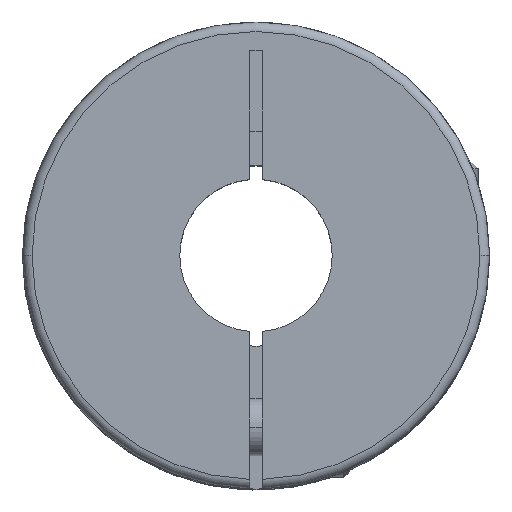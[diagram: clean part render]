
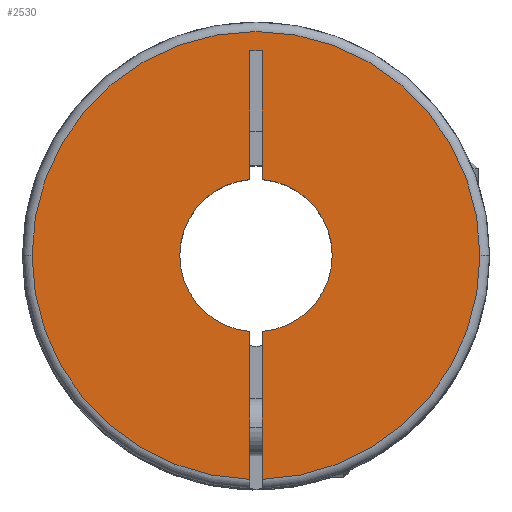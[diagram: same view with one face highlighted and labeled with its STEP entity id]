
A CAD part, top view. The second image highlights one B-rep face of the part: STEP entity #2530.
In plain terms, the highlighted planar face has unit normal (0, 0, 1).
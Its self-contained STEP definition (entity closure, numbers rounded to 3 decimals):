
#6 = VECTOR ( 'NONE', #1007, 1000. ) ;
#45 = CARTESIAN_POINT ( 'NONE',  ( 0.65, -7.974, 0. ) ) ;
#134 = DIRECTION ( 'NONE',  ( 0., 0., -1. ) ) ;
#160 = VECTOR ( 'NONE', #1078, 1000. ) ;
#196 = CARTESIAN_POINT ( 'NONE',  ( -0.65, 21.5, 0. ) ) ;
#202 = CIRCLE ( 'NONE', #3090, 8. ) ;
#208 = VERTEX_POINT ( 'NONE', #196 ) ;
#236 = VERTEX_POINT ( 'NONE', #45 ) ;
#339 = EDGE_CURVE ( 'NONE', #514, #3364, #2257, .T. ) ;
#450 = LINE ( 'NONE', #2267, #160 ) ;
#461 = CIRCLE ( 'NONE', #661, 23.5 ) ;
#468 = CARTESIAN_POINT ( 'NONE',  ( 23.5, 0., 0. ) ) ;
#513 = CARTESIAN_POINT ( 'NONE',  ( 0.65, -23.491, 0. ) ) ;
#514 = VERTEX_POINT ( 'NONE', #2323 ) ;
#576 = EDGE_CURVE ( 'NONE', #208, #659, #450, .T. ) ;
#636 = EDGE_CURVE ( 'NONE', #2347, #3025, #2913, .T. ) ;
#659 = VERTEX_POINT ( 'NONE', #1251 ) ;
#661 = AXIS2_PLACEMENT_3D ( 'NONE', #2611, #1972, #1093 ) ;
#936 = EDGE_CURVE ( 'NONE', #2160, #1115, #3815, .T. ) ;
#1007 = DIRECTION ( 'NONE',  ( -1., 0., 0. ) ) ;
#1044 = CARTESIAN_POINT ( 'NONE',  ( 0.65, -24.5, 0. ) ) ;
#1078 = DIRECTION ( 'NONE',  ( 0., -1., 0. ) ) ;
#1080 = VECTOR ( 'NONE', #2887, 1000. ) ;
#1088 = DIRECTION ( 'NONE',  ( 0., 0., -1. ) ) ;
#1089 = VERTEX_POINT ( 'NONE', #1827 ) ;
#1093 = DIRECTION ( 'NONE',  ( -1., 0., 0. ) ) ;
#1109 = CIRCLE ( 'NONE', #2195, 8. ) ;
#1115 = VERTEX_POINT ( 'NONE', #2686 ) ;
#1133 = CARTESIAN_POINT ( 'NONE',  ( 0.65, -24.5, 0. ) ) ;
#1235 = DIRECTION ( 'NONE',  ( -1., 0., 0. ) ) ;
#1251 = CARTESIAN_POINT ( 'NONE',  ( -0.65, 7.974, 0. ) ) ;
#1267 = DIRECTION ( 'NONE',  ( 0., -1., 0. ) ) ;
#1378 = LINE ( 'NONE', #1044, #1550 ) ;
#1393 = DIRECTION ( 'NONE',  ( -1., 0., 0. ) ) ;
#1427 = ORIENTED_EDGE ( 'NONE', *, *, #636, .F. ) ;
#1449 = CARTESIAN_POINT ( 'NONE',  ( 0., 0., 0. ) ) ;
#1470 = ORIENTED_EDGE ( 'NONE', *, *, #3036, .F. ) ;
#1527 = DIRECTION ( 'NONE',  ( 0., 0., -1. ) ) ;
#1530 = CARTESIAN_POINT ( 'NONE',  ( -0.65, 21.5, 0. ) ) ;
#1550 = VECTOR ( 'NONE', #1676, 1000. ) ;
#1623 = DIRECTION ( 'NONE',  ( -1., 0., 0. ) ) ;
#1676 = DIRECTION ( 'NONE',  ( 0., 1., 0. ) ) ;
#1714 = DIRECTION ( 'NONE',  ( 0., 0., -1. ) ) ;
#1760 = EDGE_CURVE ( 'NONE', #1115, #208, #2163, .T. ) ;
#1795 = AXIS2_PLACEMENT_3D ( 'NONE', #3200, #1088, #1623 ) ;
#1821 = DIRECTION ( 'NONE',  ( -1., 0., 0. ) ) ;
#1827 = CARTESIAN_POINT ( 'NONE',  ( -0.65, -7.974, 0. ) ) ;
#1834 = ORIENTED_EDGE ( 'NONE', *, *, #3719, .T. ) ;
#1835 = CARTESIAN_POINT ( 'NONE',  ( 0.65, 7.974, 0. ) ) ;
#1856 = CARTESIAN_POINT ( 'NONE',  ( 0.65, 21.5, 0. ) ) ;
#1863 = EDGE_CURVE ( 'NONE', #3670, #659, #202, .T. ) ;
#1867 = AXIS2_PLACEMENT_3D ( 'NONE', #2046, #2349, #1821 ) ;
#1972 = DIRECTION ( 'NONE',  ( 0., 0., -1. ) ) ;
#1980 = ORIENTED_EDGE ( 'NONE', *, *, #3493, .T. ) ;
#1991 = ORIENTED_EDGE ( 'NONE', *, *, #576, .F. ) ;
#1993 = VECTOR ( 'NONE', #3722, 1000. ) ;
#2046 = CARTESIAN_POINT ( 'NONE',  ( 0., 0., 0. ) ) ;
#2126 = EDGE_CURVE ( 'NONE', #1089, #514, #2520, .T. ) ;
#2154 = CARTESIAN_POINT ( 'NONE',  ( 0., 0., 0. ) ) ;
#2160 = VERTEX_POINT ( 'NONE', #1835 ) ;
#2163 = LINE ( 'NONE', #1856, #6 ) ;
#2195 = AXIS2_PLACEMENT_3D ( 'NONE', #2154, #1527, #1235 ) ;
#2210 = DIRECTION ( 'NONE',  ( 0., 0., -1. ) ) ;
#2248 = AXIS2_PLACEMENT_3D ( 'NONE', #2771, #2210, #1267 ) ;
#2257 = CIRCLE ( 'NONE', #1867, 23.5 ) ;
#2267 = CARTESIAN_POINT ( 'NONE',  ( -0.65, 21.5, 0. ) ) ;
#2279 = CARTESIAN_POINT ( 'NONE',  ( -23.5, 0., 0. ) ) ;
#2309 = CIRCLE ( 'NONE', #1795, 8. ) ;
#2323 = CARTESIAN_POINT ( 'NONE',  ( -0.65, -23.491, 0. ) ) ;
#2324 = CARTESIAN_POINT ( 'NONE',  ( 0., 0., 0. ) ) ;
#2347 = VERTEX_POINT ( 'NONE', #468 ) ;
#2349 = DIRECTION ( 'NONE',  ( 0., 0., -1. ) ) ;
#2520 = LINE ( 'NONE', #1530, #1993 ) ;
#2530 = ADVANCED_FACE ( 'NONE', ( #2747 ), #3660, .F. ) ;
#2542 = ORIENTED_EDGE ( 'NONE', *, *, #339, .F. ) ;
#2553 = CARTESIAN_POINT ( 'NONE',  ( -8., 0., 0. ) ) ;
#2611 = CARTESIAN_POINT ( 'NONE',  ( 0., 0., 0. ) ) ;
#2674 = ORIENTED_EDGE ( 'NONE', *, *, #1863, .T. ) ;
#2686 = CARTESIAN_POINT ( 'NONE',  ( 0.65, 21.5, 0. ) ) ;
#2747 = FACE_OUTER_BOUND ( 'NONE', #3884, .T. ) ;
#2771 = CARTESIAN_POINT ( 'NONE',  ( 0., 0., 0. ) ) ;
#2801 = ORIENTED_EDGE ( 'NONE', *, *, #936, .F. ) ;
#2887 = DIRECTION ( 'NONE',  ( 0., 1., 0. ) ) ;
#2913 = CIRCLE ( 'NONE', #3247, 23.5 ) ;
#3025 = VERTEX_POINT ( 'NONE', #513 ) ;
#3036 = EDGE_CURVE ( 'NONE', #3025, #236, #1378, .T. ) ;
#3090 = AXIS2_PLACEMENT_3D ( 'NONE', #2324, #134, #1393 ) ;
#3153 = ORIENTED_EDGE ( 'NONE', *, *, #2126, .F. ) ;
#3200 = CARTESIAN_POINT ( 'NONE',  ( 0., 0., 0. ) ) ;
#3247 = AXIS2_PLACEMENT_3D ( 'NONE', #1449, #1714, #3334 ) ;
#3330 = EDGE_CURVE ( 'NONE', #3364, #2347, #461, .T. ) ;
#3334 = DIRECTION ( 'NONE',  ( -1., 0., 0. ) ) ;
#3358 = ORIENTED_EDGE ( 'NONE', *, *, #3330, .F. ) ;
#3364 = VERTEX_POINT ( 'NONE', #2279 ) ;
#3493 = EDGE_CURVE ( 'NONE', #2160, #236, #1109, .T. ) ;
#3660 = PLANE ( 'NONE',  #2248 ) ;
#3670 = VERTEX_POINT ( 'NONE', #2553 ) ;
#3719 = EDGE_CURVE ( 'NONE', #1089, #3670, #2309, .T. ) ;
#3722 = DIRECTION ( 'NONE',  ( 0., -1., 0. ) ) ;
#3815 = LINE ( 'NONE', #1133, #1080 ) ;
#3837 = ORIENTED_EDGE ( 'NONE', *, *, #1760, .F. ) ;
#3884 = EDGE_LOOP ( 'NONE', ( #2542, #3153, #1834, #2674, #1991, #3837, #2801, #1980, #1470, #1427, #3358 ) ) ;
